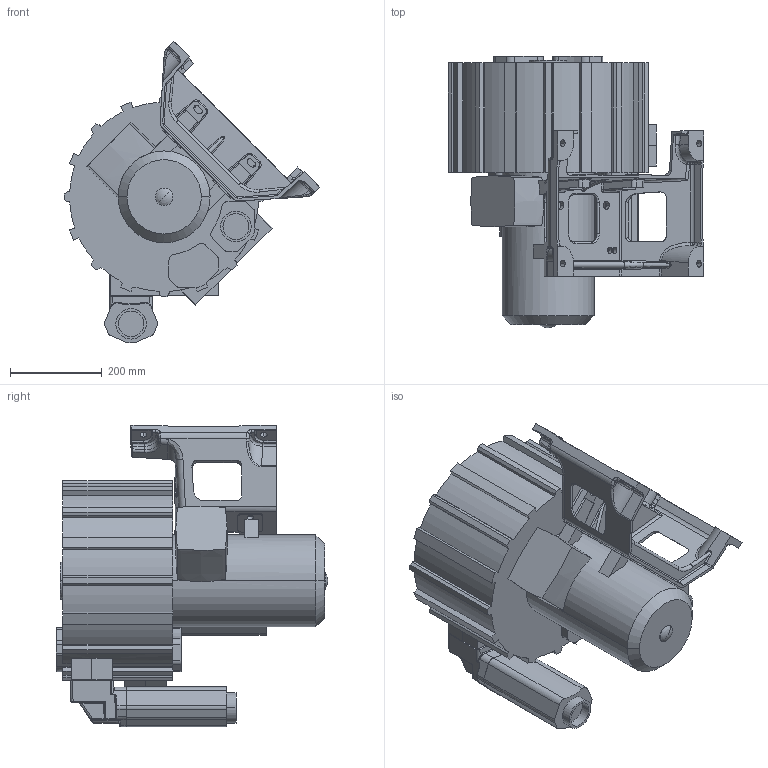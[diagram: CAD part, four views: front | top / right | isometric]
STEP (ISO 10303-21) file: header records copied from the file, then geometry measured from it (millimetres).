
FILE_DESCRIPTION((''),'2;1');
FILE_NAME('3RB250-2AAQ26','2025-05-15T',('Administrator'),(''),'PRO/ENGINEER BY PARAMETRIC TECHNOLOGY CORPORATION, 2007090','PRO/ENGINEER BY PARAMETRIC TECHNOLOGY CORPORATION, 2007090','');
FILE_SCHEMA(('AUTOMOTIVE_DESIGN_CC2 { 1 2 10303 214 -1 1 5 2 }'));
Length unit declared in the file: millimetre
Products named in the file (1): 3RB250-2AAQ26
Bounding box: 557.41 x 591.5 x 657.67 mm (x, y, z)
Volume: 50757757 mm3; surface area: 1562725.2 mm2
Topology: 2 solids, 6 shells, 865 faces, 2296 edges, 1445 vertices
Faces by surface type: cylinder 352, plane 316, bspline 162, sphere 12, torus 11, cone 8, extrusion 4
Entity records: 36001 total; most frequent: CARTESIAN_POINT 15618, ORIENTED_EDGE 4572, DIRECTION 3830, EDGE_CURVE 2286, VERTEX_POINT 1445, AXIS2_PLACEMENT_3D 1335, VECTOR 1160, LINE 1156
